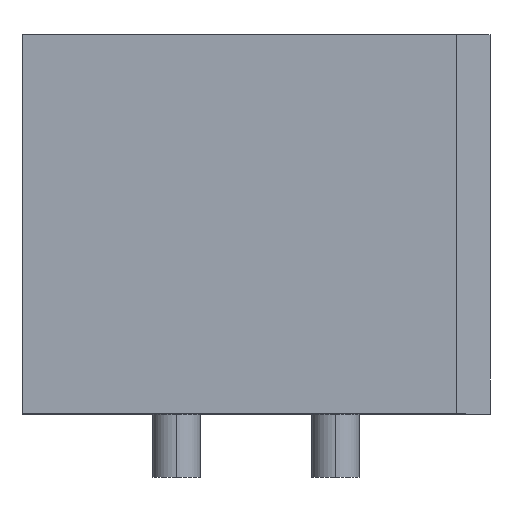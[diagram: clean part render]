
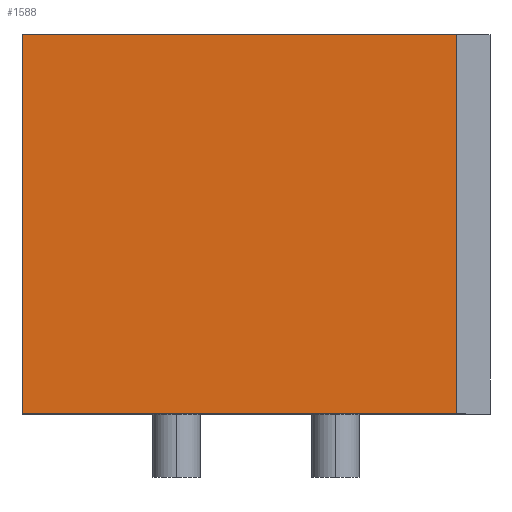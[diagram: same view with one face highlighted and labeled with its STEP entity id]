
A CAD part, top view. The second image highlights one B-rep face of the part: STEP entity #1588.
In plain terms, the highlighted planar face has unit normal (0, 0, 1).
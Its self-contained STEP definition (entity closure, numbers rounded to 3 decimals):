
#75 = VERTEX_POINT ( 'NONE', #982 ) ;
#138 = CARTESIAN_POINT ( 'NONE',  ( 3.166, 0., 1.9 ) ) ;
#172 = EDGE_CURVE ( 'NONE', #1326, #75, #948, .T. ) ;
#212 = ORIENTED_EDGE ( 'NONE', *, *, #415, .F. ) ;
#353 = ORIENTED_EDGE ( 'NONE', *, *, #172, .T. ) ;
#372 = CARTESIAN_POINT ( 'NONE',  ( -3.7, 0., 1.9 ) ) ;
#410 = CARTESIAN_POINT ( 'NONE',  ( -3.7, 6., 1.9 ) ) ;
#415 = EDGE_CURVE ( 'NONE', #1326, #894, #929, .T. ) ;
#456 = VECTOR ( 'NONE', #1143, 1000. ) ;
#497 = CARTESIAN_POINT ( 'NONE',  ( -3.7, 6., 1.9 ) ) ;
#508 = PLANE ( 'NONE',  #1536 ) ;
#522 = DIRECTION ( 'NONE',  ( 1., 0., 0. ) ) ;
#566 = VECTOR ( 'NONE', #1057, 1000. ) ;
#647 = CARTESIAN_POINT ( 'NONE',  ( -3.7, 1.65, 1.9 ) ) ;
#680 = EDGE_CURVE ( 'NONE', #75, #1799, #1061, .T. ) ;
#748 = ORIENTED_EDGE ( 'NONE', *, *, #1469, .F. ) ;
#796 = DIRECTION ( 'NONE',  ( 0., 0., -1. ) ) ;
#837 = CARTESIAN_POINT ( 'NONE',  ( -3.7, 1.65, 1.9 ) ) ;
#894 = VERTEX_POINT ( 'NONE', #1755 ) ;
#929 = LINE ( 'NONE', #497, #1220 ) ;
#948 = LINE ( 'NONE', #837, #566 ) ;
#964 = EDGE_LOOP ( 'NONE', ( #1530, #748, #212, #353 ) ) ;
#982 = CARTESIAN_POINT ( 'NONE',  ( -3.7, 0., 1.9 ) ) ;
#1057 = DIRECTION ( 'NONE',  ( 0., -1., 0. ) ) ;
#1061 = LINE ( 'NONE', #372, #1791 ) ;
#1143 = DIRECTION ( 'NONE',  ( 0., -1., 0. ) ) ;
#1217 = LINE ( 'NONE', #1586, #456 ) ;
#1220 = VECTOR ( 'NONE', #1508, 1000. ) ;
#1326 = VERTEX_POINT ( 'NONE', #410 ) ;
#1469 = EDGE_CURVE ( 'NONE', #894, #1799, #1217, .T. ) ;
#1508 = DIRECTION ( 'NONE',  ( 1., 0., 0. ) ) ;
#1530 = ORIENTED_EDGE ( 'NONE', *, *, #680, .T. ) ;
#1536 = AXIS2_PLACEMENT_3D ( 'NONE', #647, #796, #1813 ) ;
#1586 = CARTESIAN_POINT ( 'NONE',  ( 3.166, 1.65, 1.9 ) ) ;
#1588 = ADVANCED_FACE ( 'NONE', ( #1632 ), #508, .F. ) ;
#1632 = FACE_OUTER_BOUND ( 'NONE', #964, .T. ) ;
#1755 = CARTESIAN_POINT ( 'NONE',  ( 3.166, 6., 1.9 ) ) ;
#1791 = VECTOR ( 'NONE', #522, 1000. ) ;
#1799 = VERTEX_POINT ( 'NONE', #138 ) ;
#1813 = DIRECTION ( 'NONE',  ( -1., 0., 0. ) ) ;
